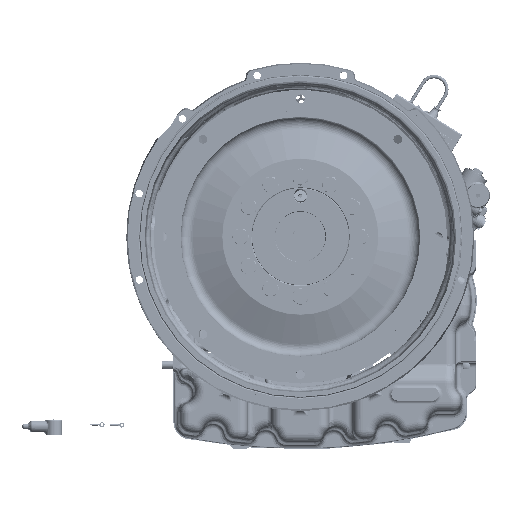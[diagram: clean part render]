
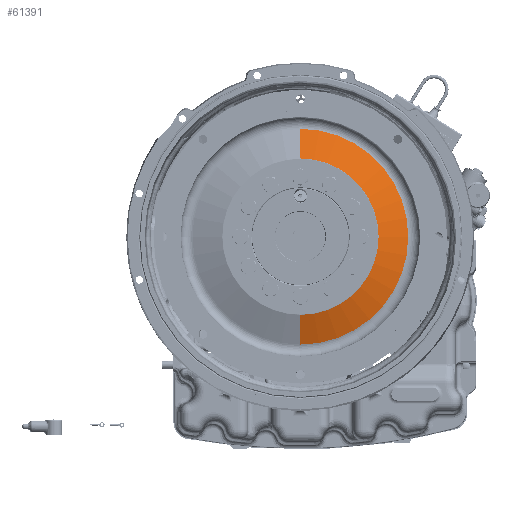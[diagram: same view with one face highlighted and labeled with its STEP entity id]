
A CAD part, top view. The second image highlights one B-rep face of the part: STEP entity #61391.
In plain terms, the highlighted conical face has half-angle 70.5 degrees and reference radius 171.457 mm.
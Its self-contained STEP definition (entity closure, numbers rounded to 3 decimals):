
#20282 = DIRECTION ( 'NONE',  ( 0., 1., 0. ) ) ;
#51894 = CARTESIAN_POINT ( 'NONE',  ( 0., -124.344, 25.285 ) ) ;
#52902 = EDGE_CURVE ( 'NONE', #100978, #171412, #182201, .T. ) ;
#61391 = ADVANCED_FACE ( 'NONE', ( #106930 ), #424029, .T. ) ;
#75903 = AXIS2_PLACEMENT_3D ( 'NONE', #524993, #629380, #163233 ) ;
#86671 = VECTOR ( 'NONE', #169337, 1000. ) ;
#100038 = CARTESIAN_POINT ( 'NONE',  ( 0., 171.457, 8.602 ) ) ;
#100978 = VERTEX_POINT ( 'NONE', #51894 ) ;
#106930 = FACE_OUTER_BOUND ( 'NONE', #479316, .T. ) ;
#117043 = CARTESIAN_POINT ( 'NONE',  ( 0., -171.457, 8.602 ) ) ;
#122605 = CARTESIAN_POINT ( 'NONE',  ( 0., 171.457, 8.602 ) ) ;
#133896 = CARTESIAN_POINT ( 'NONE',  ( 0., 124.344, 25.285 ) ) ;
#163233 = DIRECTION ( 'NONE',  ( 0., -1., 0. ) ) ;
#165318 = ORIENTED_EDGE ( 'NONE', *, *, #514968, .F. ) ;
#169337 = DIRECTION ( 'NONE',  ( 0., -0.943, -0.334 ) ) ;
#171412 = VERTEX_POINT ( 'NONE', #133896 ) ;
#182201 = CIRCLE ( 'NONE', #374061, 124.344 ) ;
#202732 = VERTEX_POINT ( 'NONE', #100038 ) ;
#245304 = ORIENTED_EDGE ( 'NONE', *, *, #52902, .F. ) ;
#297519 = DIRECTION ( 'NONE',  ( 0., 0., 1. ) ) ;
#332026 = DIRECTION ( 'NONE',  ( 0., 0., 1. ) ) ;
#334307 = EDGE_CURVE ( 'NONE', #365826, #202732, #527161, .T. ) ;
#351018 = ORIENTED_EDGE ( 'NONE', *, *, #559494, .T. ) ;
#363446 = LINE ( 'NONE', #117043, #86671 ) ;
#365826 = VERTEX_POINT ( 'NONE', #504591 ) ;
#374061 = AXIS2_PLACEMENT_3D ( 'NONE', #643515, #332026, #20282 ) ;
#407046 = VECTOR ( 'NONE', #591092, 1000. ) ;
#424029 = CONICAL_SURFACE ( 'NONE', #75903, 171.457, 1.23 ) ;
#438564 = AXIS2_PLACEMENT_3D ( 'NONE', #608980, #297519, #661264 ) ;
#479316 = EDGE_LOOP ( 'NONE', ( #165318, #245304, #351018, #547267 ) ) ;
#504591 = CARTESIAN_POINT ( 'NONE',  ( 0., -171.457, 8.602 ) ) ;
#514968 = EDGE_CURVE ( 'NONE', #171412, #202732, #545434, .T. ) ;
#524993 = CARTESIAN_POINT ( 'NONE',  ( 0., 0., 8.602 ) ) ;
#527161 = CIRCLE ( 'NONE', #438564, 171.457 ) ;
#545434 = LINE ( 'NONE', #122605, #407046 ) ;
#547267 = ORIENTED_EDGE ( 'NONE', *, *, #334307, .T. ) ;
#559494 = EDGE_CURVE ( 'NONE', #100978, #365826, #363446, .T. ) ;
#591092 = DIRECTION ( 'NONE',  ( 0., 0.943, -0.334 ) ) ;
#608980 = CARTESIAN_POINT ( 'NONE',  ( 0., 0., 8.602 ) ) ;
#629380 = DIRECTION ( 'NONE',  ( 0., 0., -1. ) ) ;
#643515 = CARTESIAN_POINT ( 'NONE',  ( 0., 0., 25.285 ) ) ;
#661264 = DIRECTION ( 'NONE',  ( 0., 1., 0. ) ) ;
